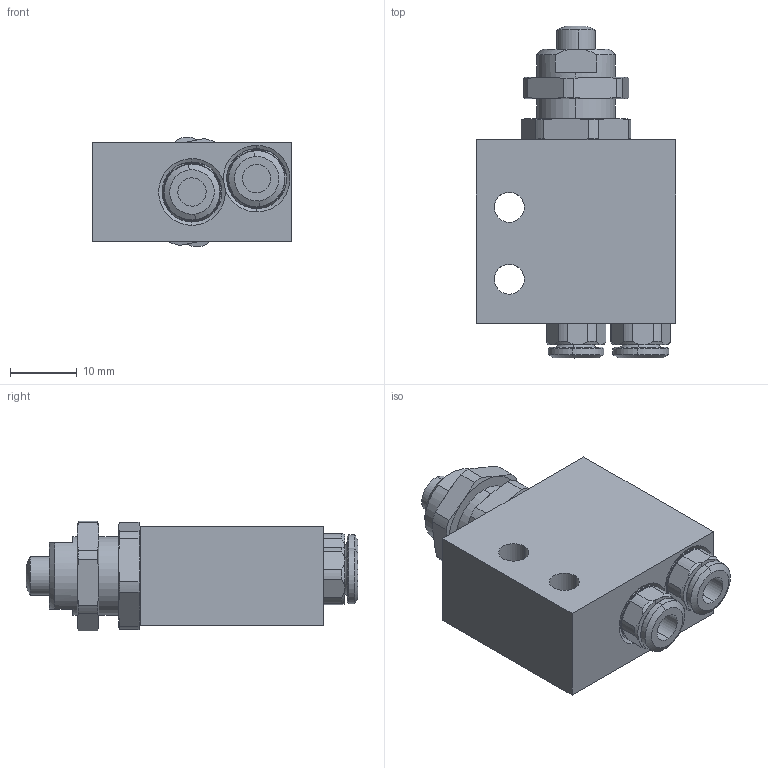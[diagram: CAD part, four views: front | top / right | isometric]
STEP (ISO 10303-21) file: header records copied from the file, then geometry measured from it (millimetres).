
FILE_DESCRIPTION (( 'STEP AP214' ), '1' );
FILE_NAME ('08_125_4.STEP', '2016-07-27T12:18:36', ( '' ), ( '' ), 'SwSTEP 2.0', 'SolidWorks 2016', '' );
FILE_SCHEMA (( 'AUTOMOTIVE_DESIGN' ));
Length unit declared in the file: millimetre
Products named in the file (1): 08_125_4
Bounding box: 30 x 49.8 x 16.49 mm (x, y, z)
Volume: 14879.4 mm3; surface area: 6089.3 mm2
Topology: 4 solids, 4 shells, 255 faces, 626 edges, 389 vertices
Faces by surface type: plane 77, cone 76, cylinder 70, torus 20, bspline 8, sphere 4
Entity records: 8145 total; most frequent: CARTESIAN_POINT 1852, DIRECTION 1326, ORIENTED_EDGE 1242, EDGE_CURVE 621, AXIS2_PLACEMENT_3D 556, VERTEX_POINT 386, CIRCLE 308, EDGE_LOOP 275
